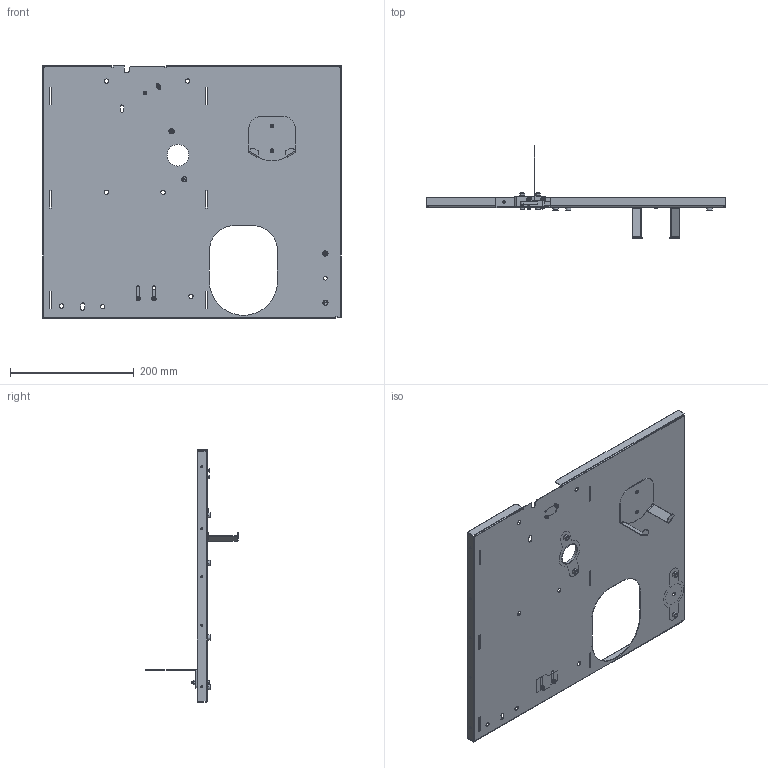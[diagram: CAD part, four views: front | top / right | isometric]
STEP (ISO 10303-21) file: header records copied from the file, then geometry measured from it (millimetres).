
FILE_DESCRIPTION( ( '' ), ' ' );
FILE_NAME( '5ed325259a1f740f8e4cc6c9.step', '2020-05-31T03:31:49', ( '' ), ( '' ), ' ', ' ', ' ' );
FILE_SCHEMA( ( 'AUTOMOTIVE_DESIGN { 1 0 10303 214 1 1 1 1 }' ) );
Length unit declared in the file: metre
Products named in the file (17): Micro Switch <1>; Micro Switch; Assem1; Hex nut style 1 grade A & B M5x0.8; Conical spring lock washer M4; Hex socket head cap screw M5x0.80 x 12; Bearing Support; Conical spring lock washer M3; Hex nut style 1 grade A & B M3x0.5; Conical spring lock washer M5; Rivet ISO 15978 Ø3x6mm; Hex socket head cap screw M3x0.50 x 16; Central Cover; Manomener Support; Hex socket head cap screw M4x0.70 x 25; Hex nut style 1 grade A & B M4x0.7; Position Switch
Assembly tree (33 placements, depth 3):
  Assem1
    Hex nut style 1 grade A & B M5x0.8  x4
    Conical spring lock washer M4  x2
    Hex socket head cap screw M5x0.80 x 12  x4
    Bearing Support  x2
    Conical spring lock washer M3  x2
    Hex nut style 1 grade A & B M3x0.5  x2
    Conical spring lock washer M5  x4
    Rivet ISO 15978 Ø3x6mm  x2
    Hex socket head cap screw M3x0.50 x 16  x2
    Central Cover
    Manomener Support
    Hex socket head cap screw M4x0.70 x 25  x2
    Hex nut style 1 grade A & B M4x0.7  x2
    Position Switch
    Micro Switch <1>
      Micro Switch
Bounding box: 483.5 x 149.75 x 409 mm (x, y, z)
Volume: 258519.3 mm3; surface area: 453815.2 mm2
Topology: 32 solids, 32 shells, 755 faces, 1766 edges, 1090 vertices
Faces by surface type: plane 423, cylinder 163, cone 136, torus 27, sphere 4, bspline 2
Full cylindrical faces by diameter (mm): 1 x2, 1.5 x2, 2.459 x2, 2.7 x2, 3 x5, 3.1 x2, 3.2 x2, 3.242 x2, 3.3 x12, 4 x9, 4.134 x4, 4.2 x8, 4.3 x2, 4.8 x1, 5 x4, 5.3 x4, 5.5 x2, 6 x7, 7 x11, 8.5 x4, 9 x2, 11 x4, 35 x1, 37 x2
Entity records: 17643 total; most frequent: CARTESIAN_POINT 2956, DIRECTION 2331, ORIENTED_EDGE 2132, EDGE_CURVE 1066, AXIS2_PLACEMENT_3D 837, VERTEX_POINT 720, EDGE_LOOP 701, LINE 657
